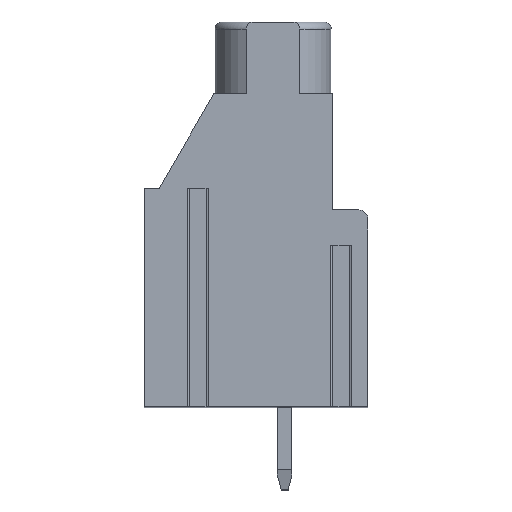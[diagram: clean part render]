
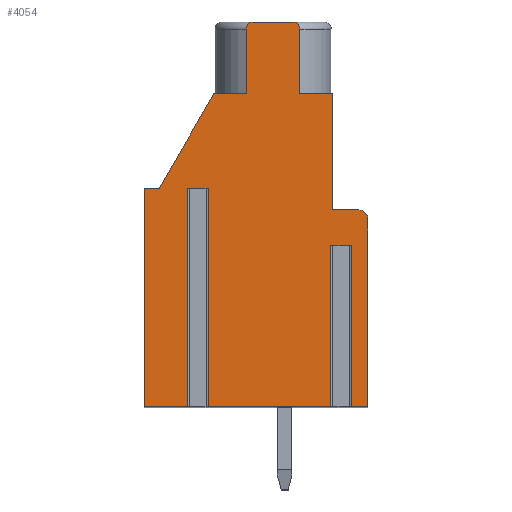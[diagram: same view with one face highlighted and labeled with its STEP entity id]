
A CAD part, top view. The second image highlights one B-rep face of the part: STEP entity #4054.
In plain terms, the highlighted planar face has unit normal (0, 0, 1).
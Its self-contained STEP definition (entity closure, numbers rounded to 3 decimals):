
#65=DIRECTION('',(-1.,0.,0.));
#66=VECTOR('',#65,1.146);
#67=CARTESIAN_POINT('',(-2.127,1.2,22.225));
#68=LINE('',#67,#66);
#69=DIRECTION('',(0.,-1.,0.));
#70=VECTOR('',#69,12.2);
#71=CARTESIAN_POINT('',(-3.273,1.2,22.225));
#72=LINE('',#71,#70);
#73=DIRECTION('',(1.,0.,0.));
#74=VECTOR('',#73,2.427);
#75=CARTESIAN_POINT('',(-5.7,-11.,22.225));
#76=LINE('',#75,#74);
#77=DIRECTION('',(0.,-1.,0.));
#78=VECTOR('',#77,12.2);
#79=CARTESIAN_POINT('',(-5.7,1.2,22.225));
#80=LINE('',#79,#78);
#81=DIRECTION('',(-1.,0.,0.));
#82=VECTOR('',#81,0.84);
#83=CARTESIAN_POINT('',(-4.86,1.2,22.225));
#84=LINE('',#83,#82);
#85=DIRECTION('',(-0.5,-0.866,0.));
#86=VECTOR('',#85,6.12);
#87=CARTESIAN_POINT('',(-1.8,6.5,22.225));
#88=LINE('',#87,#86);
#89=DIRECTION('',(-1.,0.,0.));
#90=VECTOR('',#89,1.8);
#91=CARTESIAN_POINT('',(0.,6.5,22.225));
#92=LINE('',#91,#90);
#93=DIRECTION('',(0.,-1.,0.));
#94=VECTOR('',#93,3.6);
#95=CARTESIAN_POINT('',(0.,10.1,22.225));
#96=LINE('',#95,#94);
#97=CARTESIAN_POINT('',(0.4,10.1,22.225));
#98=DIRECTION('',(0.,0.,1.));
#99=DIRECTION('',(0.,1.,0.));
#100=AXIS2_PLACEMENT_3D('',#97,#98,#99);
#102=DIRECTION('',(-1.,0.,0.));
#103=VECTOR('',#102,2.2);
#104=CARTESIAN_POINT('',(2.6,10.5,22.225));
#105=LINE('',#104,#103);
#106=CARTESIAN_POINT('',(2.6,10.1,22.225));
#107=DIRECTION('',(0.,0.,1.));
#108=DIRECTION('',(1.,0.,0.));
#109=AXIS2_PLACEMENT_3D('',#106,#107,#108);
#111=DIRECTION('',(0.,1.,0.));
#112=VECTOR('',#111,3.6);
#113=CARTESIAN_POINT('',(3.,6.5,22.225));
#114=LINE('',#113,#112);
#115=DIRECTION('',(-1.,0.,0.));
#116=VECTOR('',#115,1.8);
#117=CARTESIAN_POINT('',(4.8,6.5,22.225));
#118=LINE('',#117,#116);
#119=DIRECTION('',(0.,1.,0.));
#120=VECTOR('',#119,6.5);
#121=CARTESIAN_POINT('',(4.8,0.,22.225));
#122=LINE('',#121,#120);
#123=DIRECTION('',(-1.,0.,0.));
#124=VECTOR('',#123,1.5);
#125=CARTESIAN_POINT('',(6.3,0.,22.225));
#126=LINE('',#125,#124);
#127=CARTESIAN_POINT('',(6.3,-0.5,22.225));
#128=DIRECTION('',(0.,0.,1.));
#129=DIRECTION('',(1.,0.,0.));
#130=AXIS2_PLACEMENT_3D('',#127,#128,#129);
#132=DIRECTION('',(0.,1.,0.));
#133=VECTOR('',#132,10.5);
#134=CARTESIAN_POINT('',(6.8,-11.,22.225));
#135=LINE('',#134,#133);
#136=DIRECTION('',(1.,0.,0.));
#137=VECTOR('',#136,0.925);
#138=CARTESIAN_POINT('',(5.875,-11.,22.225));
#139=LINE('',#138,#137);
#140=DIRECTION('',(0.,-1.,0.));
#141=VECTOR('',#140,9.);
#142=CARTESIAN_POINT('',(5.875,-2.,22.225));
#143=LINE('',#142,#141);
#144=DIRECTION('',(-1.,0.,0.));
#145=VECTOR('',#144,1.146);
#146=CARTESIAN_POINT('',(5.875,-2.,22.225));
#147=LINE('',#146,#145);
#148=DIRECTION('',(0.,-1.,0.));
#149=VECTOR('',#148,9.);
#150=CARTESIAN_POINT('',(4.728,-2.,22.225));
#151=LINE('',#150,#149);
#152=DIRECTION('',(1.,0.,0.));
#153=VECTOR('',#152,6.855);
#154=CARTESIAN_POINT('',(-2.127,-11.,22.225));
#155=LINE('',#154,#153);
#156=DIRECTION('',(0.,-1.,0.));
#157=VECTOR('',#156,12.2);
#158=CARTESIAN_POINT('',(-2.127,1.2,22.225));
#159=LINE('',#158,#157);
#3139=CARTESIAN_POINT('',(6.8,-11.,22.225));
#3140=CARTESIAN_POINT('',(6.8,-0.5,22.225));
#3141=VERTEX_POINT('',#3139);
#3142=VERTEX_POINT('',#3140);
#3143=CARTESIAN_POINT('',(6.3,0.,22.225));
#3144=VERTEX_POINT('',#3143);
#3145=CARTESIAN_POINT('',(4.8,0.,22.225));
#3146=VERTEX_POINT('',#3145);
#3147=CARTESIAN_POINT('',(4.8,6.5,22.225));
#3148=VERTEX_POINT('',#3147);
#3149=CARTESIAN_POINT('',(3.,6.5,22.225));
#3150=VERTEX_POINT('',#3149);
#3151=CARTESIAN_POINT('',(3.,10.1,22.225));
#3152=VERTEX_POINT('',#3151);
#3153=CARTESIAN_POINT('',(2.6,10.5,22.225));
#3154=VERTEX_POINT('',#3153);
#3155=CARTESIAN_POINT('',(0.4,10.5,22.225));
#3156=VERTEX_POINT('',#3155);
#3157=CARTESIAN_POINT('',(0.,10.1,22.225));
#3158=VERTEX_POINT('',#3157);
#3159=CARTESIAN_POINT('',(0.,6.5,22.225));
#3160=VERTEX_POINT('',#3159);
#3161=CARTESIAN_POINT('',(-1.8,6.5,22.225));
#3162=VERTEX_POINT('',#3161);
#3163=CARTESIAN_POINT('',(-4.86,1.2,22.225));
#3164=VERTEX_POINT('',#3163);
#3165=CARTESIAN_POINT('',(-5.7,1.2,22.225));
#3166=VERTEX_POINT('',#3165);
#3167=CARTESIAN_POINT('',(-5.7,-11.,22.225));
#3168=VERTEX_POINT('',#3167);
#3325=CARTESIAN_POINT('',(5.875,-2.,22.225));
#3326=CARTESIAN_POINT('',(4.728,-2.,22.225));
#3327=VERTEX_POINT('',#3325);
#3328=VERTEX_POINT('',#3326);
#3329=CARTESIAN_POINT('',(5.875,-11.,22.225));
#3330=VERTEX_POINT('',#3329);
#3331=CARTESIAN_POINT('',(4.728,-11.,22.225));
#3332=VERTEX_POINT('',#3331);
#3357=CARTESIAN_POINT('',(-2.127,1.2,22.225));
#3358=CARTESIAN_POINT('',(-3.273,1.2,22.225));
#3359=VERTEX_POINT('',#3357);
#3360=VERTEX_POINT('',#3358);
#3361=CARTESIAN_POINT('',(-2.127,-11.,22.225));
#3362=VERTEX_POINT('',#3361);
#3363=CARTESIAN_POINT('',(-3.273,-11.,22.225));
#3364=VERTEX_POINT('',#3363);
#4001=CARTESIAN_POINT('',(0.,0.,22.225));
#4002=DIRECTION('',(0.,0.,1.));
#4003=DIRECTION('',(1.,0.,0.));
#4004=AXIS2_PLACEMENT_3D('',#4001,#4002,#4003);
#4005=PLANE('',#4004);
#4007=ORIENTED_EDGE('',*,*,#4006,.T.);
#4009=ORIENTED_EDGE('',*,*,#4008,.T.);
#4011=ORIENTED_EDGE('',*,*,#4010,.F.);
#4013=ORIENTED_EDGE('',*,*,#4012,.F.);
#4015=ORIENTED_EDGE('',*,*,#4014,.F.);
#4017=ORIENTED_EDGE('',*,*,#4016,.F.);
#4019=ORIENTED_EDGE('',*,*,#4018,.F.);
#4021=ORIENTED_EDGE('',*,*,#4020,.F.);
#4023=ORIENTED_EDGE('',*,*,#4022,.F.);
#4025=ORIENTED_EDGE('',*,*,#4024,.F.);
#4027=ORIENTED_EDGE('',*,*,#4026,.F.);
#4029=ORIENTED_EDGE('',*,*,#4028,.F.);
#4031=ORIENTED_EDGE('',*,*,#4030,.F.);
#4033=ORIENTED_EDGE('',*,*,#4032,.F.);
#4035=ORIENTED_EDGE('',*,*,#4034,.F.);
#4037=ORIENTED_EDGE('',*,*,#4036,.F.);
#4039=ORIENTED_EDGE('',*,*,#4038,.F.);
#4041=ORIENTED_EDGE('',*,*,#4040,.F.);
#4043=ORIENTED_EDGE('',*,*,#4042,.F.);
#4045=ORIENTED_EDGE('',*,*,#4044,.T.);
#4047=ORIENTED_EDGE('',*,*,#4046,.T.);
#4049=ORIENTED_EDGE('',*,*,#4048,.F.);
#4051=ORIENTED_EDGE('',*,*,#4050,.F.);
#4052=EDGE_LOOP('',(#4007,#4009,#4011,#4013,#4015,#4017,#4019,#4021,#4023,#4025,
#4027,#4029,#4031,#4033,#4035,#4037,#4039,#4041,#4043,#4045,#4047,#4049,#4051));
#4053=FACE_OUTER_BOUND('',#4052,.F.);
#101=CIRCLE('',#100,0.4);
#110=CIRCLE('',#109,0.4);
#131=CIRCLE('',#130,0.5);
#4006=EDGE_CURVE('',#3359,#3360,#68,.T.);
#4008=EDGE_CURVE('',#3360,#3364,#72,.T.);
#4010=EDGE_CURVE('',#3168,#3364,#76,.T.);
#4012=EDGE_CURVE('',#3166,#3168,#80,.T.);
#4014=EDGE_CURVE('',#3164,#3166,#84,.T.);
#4016=EDGE_CURVE('',#3162,#3164,#88,.T.);
#4018=EDGE_CURVE('',#3160,#3162,#92,.T.);
#4020=EDGE_CURVE('',#3158,#3160,#96,.T.);
#4022=EDGE_CURVE('',#3156,#3158,#101,.T.);
#4024=EDGE_CURVE('',#3154,#3156,#105,.T.);
#4026=EDGE_CURVE('',#3152,#3154,#110,.T.);
#4028=EDGE_CURVE('',#3150,#3152,#114,.T.);
#4030=EDGE_CURVE('',#3148,#3150,#118,.T.);
#4032=EDGE_CURVE('',#3146,#3148,#122,.T.);
#4034=EDGE_CURVE('',#3144,#3146,#126,.T.);
#4036=EDGE_CURVE('',#3142,#3144,#131,.T.);
#4038=EDGE_CURVE('',#3141,#3142,#135,.T.);
#4040=EDGE_CURVE('',#3330,#3141,#139,.T.);
#4042=EDGE_CURVE('',#3327,#3330,#143,.T.);
#4044=EDGE_CURVE('',#3327,#3328,#147,.T.);
#4046=EDGE_CURVE('',#3328,#3332,#151,.T.);
#4048=EDGE_CURVE('',#3362,#3332,#155,.T.);
#4050=EDGE_CURVE('',#3359,#3362,#159,.T.);
#4054=ADVANCED_FACE('',(#4053),#4005,.T.);
